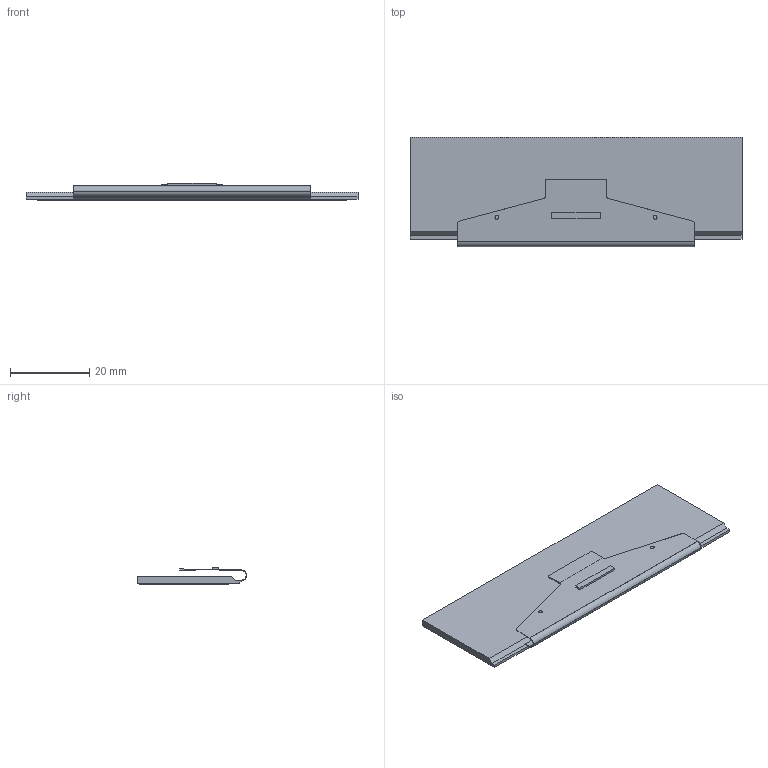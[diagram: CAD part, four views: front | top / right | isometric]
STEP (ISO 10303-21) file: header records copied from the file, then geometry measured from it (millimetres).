
FILE_DESCRIPTION(('FreeCAD Model'),'2;1');
FILE_NAME('Open CASCADE Shape Model','2025-12-26T14:45:00',(''),(''), 'Open CASCADE STEP processor 7.8','FreeCAD','Unknown');
FILE_SCHEMA(('AUTOMOTIVE_DESIGN { 1 0 10303 214 1 1 1 1 }'));
Length unit declared in the file: millimetre
Products named in the file (5): Unnamed1; Part; NHD-2.8-25664UCx008; Extrude; Sketch
Assembly tree (5 placements, depth 3):
  Unnamed1
    Part
      NHD-2.8-25664UCx008
    Extrude
    NHD-2.8-25664UCx008
    Sketch
Bounding box: 84 x 27.65 x 4.35 mm (x, y, z)
Volume: 8606.4 mm3; surface area: 15314.8 mm2
Topology: 3 solids, 3 shells, 102 faces, 276 edges, 188 vertices
Faces by surface type: plane 72, cylinder 28, bspline 2
Entity records: 2040 total; most frequent: CARTESIAN_POINT 641, ORIENTED_EDGE 284, DIRECTION 212, EDGE_CURVE 142, VERTEX_POINT 94, AXIS2_PLACEMENT_3D 87, B_SPLINE_CURVE_WITH_KNOTS 80, FACE_BOUND 60
